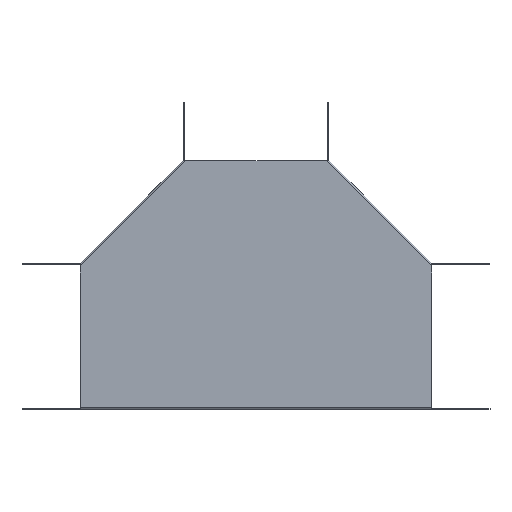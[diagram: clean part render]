
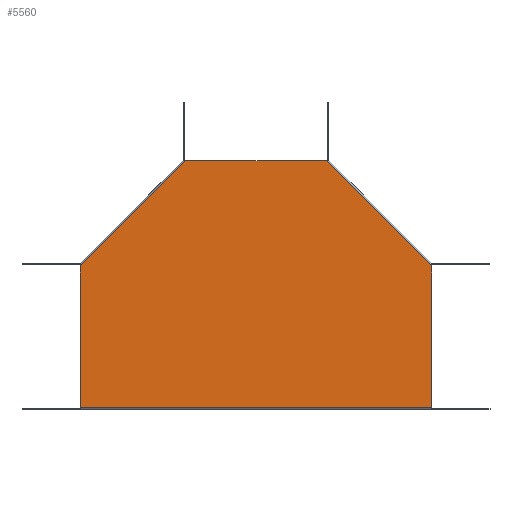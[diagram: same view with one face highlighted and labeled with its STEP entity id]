
A CAD part, front view. The second image highlights one B-rep face of the part: STEP entity #5560.
In plain terms, the highlighted planar face has unit normal (0, -1, 0).
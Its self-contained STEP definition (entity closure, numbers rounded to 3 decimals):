
#113 = VERTEX_POINT ( 'NONE', #3433 ) ;
#222 = EDGE_CURVE ( 'NONE', #5783, #4386, #1680, .T. ) ;
#241 = DIRECTION ( 'NONE',  ( 0., 1., 0. ) ) ;
#306 = VERTEX_POINT ( 'NONE', #3445 ) ;
#355 = DIRECTION ( 'NONE',  ( 0., 0., 1. ) ) ;
#431 = CARTESIAN_POINT ( 'NONE',  ( -72.596, 0., 181.066 ) ) ;
#550 = FACE_OUTER_BOUND ( 'NONE', #5281, .T. ) ;
#625 = VERTEX_POINT ( 'NONE', #5689 ) ;
#656 = CARTESIAN_POINT ( 'NONE',  ( 181.066, 0., 75. ) ) ;
#674 = VECTOR ( 'NONE', #904, 1000. ) ;
#755 = CARTESIAN_POINT ( 'NONE',  ( 72.596, 0., 181.066 ) ) ;
#904 = DIRECTION ( 'NONE',  ( -0.707, 0., -0.707 ) ) ;
#915 = VERTEX_POINT ( 'NONE', #2251 ) ;
#954 = LINE ( 'NONE', #4713, #5995 ) ;
#1009 = EDGE_CURVE ( 'NONE', #306, #113, #5031, .T. ) ;
#1016 = VECTOR ( 'NONE', #5706, 1000. ) ;
#1146 = LINE ( 'NONE', #656, #6187 ) ;
#1474 = ORIENTED_EDGE ( 'NONE', *, *, #1009, .T. ) ;
#1671 = DIRECTION ( 'NONE',  ( 1., 0., 0. ) ) ;
#1680 = LINE ( 'NONE', #2102, #2809 ) ;
#2098 = CARTESIAN_POINT ( 'NONE',  ( -181.066, 0., -73.3 ) ) ;
#2102 = CARTESIAN_POINT ( 'NONE',  ( -75., 0., 181.066 ) ) ;
#2251 = CARTESIAN_POINT ( 'NONE',  ( -181.066, 0., 72.596 ) ) ;
#2273 = CARTESIAN_POINT ( 'NONE',  ( 181.066, 0., 72.596 ) ) ;
#2574 = DIRECTION ( 'NONE',  ( 1., 0., 0. ) ) ;
#2809 = VECTOR ( 'NONE', #1671, 1000. ) ;
#3104 = EDGE_CURVE ( 'NONE', #5783, #915, #3268, .T. ) ;
#3105 = CARTESIAN_POINT ( 'NONE',  ( 0., 0., 0. ) ) ;
#3268 = LINE ( 'NONE', #431, #674 ) ;
#3330 = CARTESIAN_POINT ( 'NONE',  ( -72.596, 0., 181.066 ) ) ;
#3433 = CARTESIAN_POINT ( 'NONE',  ( 181.066, 0., -73.3 ) ) ;
#3445 = CARTESIAN_POINT ( 'NONE',  ( -181.066, 0., -73.3 ) ) ;
#3482 = AXIS2_PLACEMENT_3D ( 'NONE', #3105, #241, #3629 ) ;
#3538 = LINE ( 'NONE', #2273, #1016 ) ;
#3629 = DIRECTION ( 'NONE',  ( 0., 0., 1. ) ) ;
#3642 = ORIENTED_EDGE ( 'NONE', *, *, #3104, .T. ) ;
#3725 = VECTOR ( 'NONE', #2574, 1000. ) ;
#4008 = ORIENTED_EDGE ( 'NONE', *, *, #5095, .F. ) ;
#4386 = VERTEX_POINT ( 'NONE', #755 ) ;
#4713 = CARTESIAN_POINT ( 'NONE',  ( -181.066, 0., -75. ) ) ;
#4987 = ORIENTED_EDGE ( 'NONE', *, *, #5915, .F. ) ;
#5031 = LINE ( 'NONE', #2098, #3725 ) ;
#5084 = EDGE_CURVE ( 'NONE', #625, #4386, #3538, .T. ) ;
#5095 = EDGE_CURVE ( 'NONE', #306, #915, #954, .T. ) ;
#5265 = ORIENTED_EDGE ( 'NONE', *, *, #5084, .T. ) ;
#5281 = EDGE_LOOP ( 'NONE', ( #3642, #4008, #1474, #4987, #5265, #5731 ) ) ;
#5560 = ADVANCED_FACE ( 'NONE', ( #550 ), #5567, .F. ) ;
#5567 = PLANE ( 'NONE',  #3482 ) ;
#5689 = CARTESIAN_POINT ( 'NONE',  ( 181.066, 0., 72.596 ) ) ;
#5706 = DIRECTION ( 'NONE',  ( -0.707, 0., 0.707 ) ) ;
#5731 = ORIENTED_EDGE ( 'NONE', *, *, #222, .F. ) ;
#5783 = VERTEX_POINT ( 'NONE', #3330 ) ;
#5915 = EDGE_CURVE ( 'NONE', #625, #113, #1146, .T. ) ;
#5995 = VECTOR ( 'NONE', #355, 1000. ) ;
#6025 = DIRECTION ( 'NONE',  ( 0., 0., -1. ) ) ;
#6187 = VECTOR ( 'NONE', #6025, 1000. ) ;
